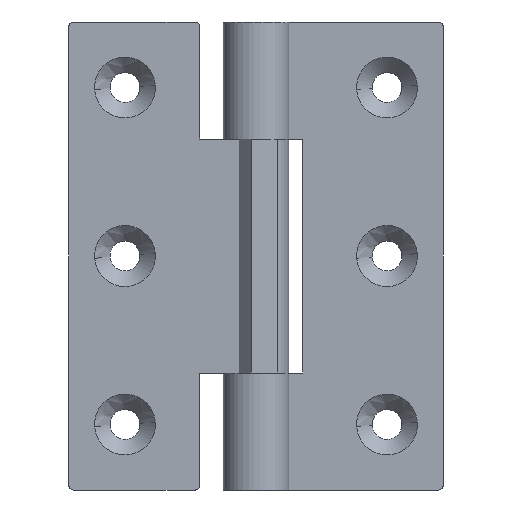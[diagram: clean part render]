
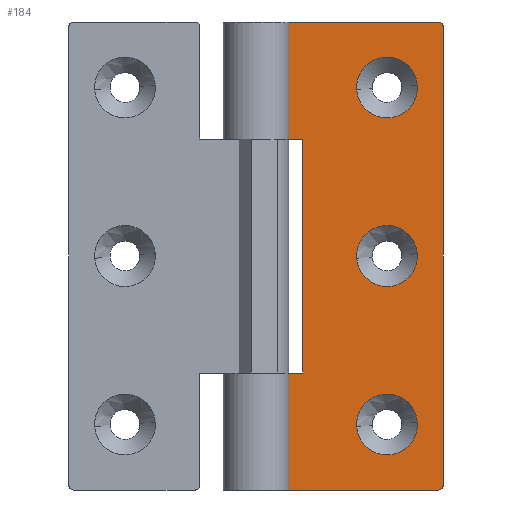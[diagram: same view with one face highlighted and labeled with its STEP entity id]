
A CAD part, front view. The second image highlights one B-rep face of the part: STEP entity #184.
In plain terms, the highlighted planar face has unit normal (0, -1, 0).
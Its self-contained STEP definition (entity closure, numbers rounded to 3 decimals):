
#184=ADVANCED_FACE('',(#571,#572,#573,#574),#570,.T.);
#570=PLANE('',#1090);
#571=FACE_OUTER_BOUND('',#1091,.T.);
#572=FACE_BOUND('',#1092,.T.);
#573=FACE_BOUND('',#1093,.T.);
#574=FACE_BOUND('',#1094,.T.);
#1087=CARTESIAN_POINT('',(-2.,1.5,55.));
#1088=DIRECTION('',(0.,-1.,0.));
#1089=DIRECTION('',(0.,0.,-1.));
#1090=AXIS2_PLACEMENT_3D('',#1087,#1088,#1089);
#1091=EDGE_LOOP('',(#1512,#1513,#1514,#1515,#1516,#1517,#1518,#1519,#1520,#1521));
#1092=EDGE_LOOP('',(#1522,#1523,#1524,#1525));
#1093=EDGE_LOOP('',(#1526,#1527,#1528,#1529));
#1094=EDGE_LOOP('',(#1530,#1531,#1532,#1533));
#1512=ORIENTED_EDGE('',*,*,#1796,.F.);
#1513=ORIENTED_EDGE('',*,*,#1797,.T.);
#1514=ORIENTED_EDGE('',*,*,#1798,.F.);
#1515=ORIENTED_EDGE('',*,*,#1799,.T.);
#1516=ORIENTED_EDGE('',*,*,#1800,.T.);
#1517=ORIENTED_EDGE('',*,*,#1801,.T.);
#1518=ORIENTED_EDGE('',*,*,#1802,.T.);
#1519=ORIENTED_EDGE('',*,*,#1803,.T.);
#1520=ORIENTED_EDGE('',*,*,#1804,.T.);
#1521=ORIENTED_EDGE('',*,*,#1805,.T.);
#1522=ORIENTED_EDGE('',*,*,#1806,.T.);
#1523=ORIENTED_EDGE('',*,*,#1807,.T.);
#1524=ORIENTED_EDGE('',*,*,#1808,.T.);
#1525=ORIENTED_EDGE('',*,*,#1809,.T.);
#1526=ORIENTED_EDGE('',*,*,#1810,.T.);
#1527=ORIENTED_EDGE('',*,*,#1811,.T.);
#1528=ORIENTED_EDGE('',*,*,#1812,.T.);
#1529=ORIENTED_EDGE('',*,*,#1813,.T.);
#1530=ORIENTED_EDGE('',*,*,#1814,.T.);
#1531=ORIENTED_EDGE('',*,*,#1815,.T.);
#1532=ORIENTED_EDGE('',*,*,#1816,.T.);
#1533=ORIENTED_EDGE('',*,*,#1817,.T.);
#1796=EDGE_CURVE('',#2698,#2699,#2700,.T.);
#1797=EDGE_CURVE('',#2698,#2706,#2707,.T.);
#1798=EDGE_CURVE('',#2713,#2706,#2714,.T.);
#1799=EDGE_CURVE('',#2713,#2720,#2721,.T.);
#1800=EDGE_CURVE('',#2720,#2727,#2728,.T.);
#1801=EDGE_CURVE('',#2727,#2734,#2735,.T.);
#1802=EDGE_CURVE('',#2734,#2741,#2742,.T.);
#1803=EDGE_CURVE('',#2741,#2748,#2749,.T.);
#1804=EDGE_CURVE('',#2748,#2755,#2756,.T.);
#1805=EDGE_CURVE('',#2755,#2699,#2762,.T.);
#1806=EDGE_CURVE('',#2768,#2769,#2770,.T.);
#1807=EDGE_CURVE('',#2769,#2776,#2777,.T.);
#1808=EDGE_CURVE('',#2776,#2783,#2784,.T.);
#1809=EDGE_CURVE('',#2783,#2768,#2790,.T.);
#1810=EDGE_CURVE('',#2796,#2797,#2798,.T.);
#1811=EDGE_CURVE('',#2797,#2804,#2805,.T.);
#1812=EDGE_CURVE('',#2804,#2811,#2812,.T.);
#1813=EDGE_CURVE('',#2811,#2796,#2818,.T.);
#1814=EDGE_CURVE('',#2824,#2825,#2826,.T.);
#1815=EDGE_CURVE('',#2825,#2832,#2833,.T.);
#1816=EDGE_CURVE('',#2832,#2839,#2840,.T.);
#1817=EDGE_CURVE('',#2839,#2824,#2846,.T.);
#2698=VERTEX_POINT('',#3688);
#2699=VERTEX_POINT('',#3689);
#2700=LINE('',#3690,#3691);
#2706=VERTEX_POINT('',#3693);
#2707=CIRCLE('',#3697,0.5);
#2713=VERTEX_POINT('',#3698);
#2714=LINE('',#3699,#3700);
#2720=VERTEX_POINT('',#3702);
#2721=CIRCLE('',#3706,0.5);
#2727=VERTEX_POINT('',#3707);
#2728=LINE('',#3708,#3709);
#2734=VERTEX_POINT('',#3711);
#2735=LINE('',#3712,#3713);
#2741=VERTEX_POINT('',#3715);
#2742=LINE('',#3716,#3717);
#2748=VERTEX_POINT('',#3719);
#2749=LINE('',#3720,#3721);
#2755=VERTEX_POINT('',#3723);
#2756=LINE('',#3724,#3725);
#2762=LINE('',#3727,#3728);
#2768=VERTEX_POINT('',#3730);
#2769=VERTEX_POINT('',#3731);
#2770=CIRCLE('',#3735,3.25);
#2776=VERTEX_POINT('',#3736);
#2777=CIRCLE('',#3740,3.25);
#2783=VERTEX_POINT('',#3741);
#2784=CIRCLE('',#3745,3.25);
#2790=CIRCLE('',#3749,3.25);
#2796=VERTEX_POINT('',#3750);
#2797=VERTEX_POINT('',#3751);
#2798=CIRCLE('',#3755,3.25);
#2804=VERTEX_POINT('',#3756);
#2805=CIRCLE('',#3760,3.25);
#2811=VERTEX_POINT('',#3761);
#2812=CIRCLE('',#3765,3.25);
#2818=CIRCLE('',#3769,3.25);
#2824=VERTEX_POINT('',#3770);
#2825=VERTEX_POINT('',#3771);
#2826=CIRCLE('',#3775,3.25);
#2832=VERTEX_POINT('',#3776);
#2833=CIRCLE('',#3780,3.25);
#2839=VERTEX_POINT('',#3781);
#2840=CIRCLE('',#3785,3.25);
#2846=CIRCLE('',#3789,3.25);
#3688=CARTESIAN_POINT('',(19.5,1.5,0.));
#3689=CARTESIAN_POINT('',(0.,1.5,0.));
#3690=CARTESIAN_POINT('',(19.5,1.5,0.));
#3691=VECTOR('',#3692,19.5);
#3692=DIRECTION('',(-1.,0.,0.));
#3693=CARTESIAN_POINT('',(20.,1.5,0.5));
#3694=CARTESIAN_POINT('',(19.5,1.5,0.5));
#3695=DIRECTION('',(0.,-1.,0.));
#3696=DIRECTION('',(0.,0.,1.));
#3697=AXIS2_PLACEMENT_3D('',#3694,#3695,#3696);
#3698=CARTESIAN_POINT('',(20.,1.5,49.5));
#3699=CARTESIAN_POINT('',(20.,1.5,49.5));
#3700=VECTOR('',#3701,49.);
#3701=DIRECTION('',(0.,0.,-1.));
#3702=CARTESIAN_POINT('',(19.5,1.5,50.));
#3703=CARTESIAN_POINT('',(19.5,1.5,49.5));
#3704=DIRECTION('',(0.,-1.,0.));
#3705=DIRECTION('',(-1.,0.,0.));
#3706=AXIS2_PLACEMENT_3D('',#3703,#3704,#3705);
#3707=CARTESIAN_POINT('',(0.,1.5,50.));
#3708=CARTESIAN_POINT('',(19.5,1.5,50.));
#3709=VECTOR('',#3710,19.5);
#3710=DIRECTION('',(-1.,0.,0.));
#3711=CARTESIAN_POINT('',(0.,1.5,37.5));
#3712=CARTESIAN_POINT('',(0.,1.5,50.));
#3713=VECTOR('',#3714,12.5);
#3714=DIRECTION('',(0.,0.,-1.));
#3715=CARTESIAN_POINT('',(5.,1.5,37.5));
#3716=CARTESIAN_POINT('',(0.,1.5,37.5));
#3717=VECTOR('',#3718,5.);
#3718=DIRECTION('',(1.,0.,0.));
#3719=CARTESIAN_POINT('',(5.,1.5,12.5));
#3720=CARTESIAN_POINT('',(5.,1.5,37.5));
#3721=VECTOR('',#3722,25.);
#3722=DIRECTION('',(0.,0.,-1.));
#3723=CARTESIAN_POINT('',(0.,1.5,12.5));
#3724=CARTESIAN_POINT('',(5.,1.5,12.5));
#3725=VECTOR('',#3726,5.);
#3726=DIRECTION('',(-1.,0.,0.));
#3727=CARTESIAN_POINT('',(0.,1.5,12.5));
#3728=VECTOR('',#3729,12.5);
#3729=DIRECTION('',(0.,0.,-1.));
#3730=CARTESIAN_POINT('',(14.,1.5,3.75));
#3731=CARTESIAN_POINT('',(10.76,1.5,6.745));
#3732=CARTESIAN_POINT('',(14.,1.5,7.));
#3733=DIRECTION('',(0.,1.,0.));
#3734=DIRECTION('',(0.,0.,1.));
#3735=AXIS2_PLACEMENT_3D('',#3732,#3733,#3734);
#3736=CARTESIAN_POINT('',(14.,1.5,10.25));
#3737=CARTESIAN_POINT('',(14.,1.5,7.));
#3738=DIRECTION('',(0.,1.,0.));
#3739=DIRECTION('',(0.997,0.,0.078));
#3740=AXIS2_PLACEMENT_3D('',#3737,#3738,#3739);
#3741=CARTESIAN_POINT('',(17.24,1.5,7.255));
#3742=CARTESIAN_POINT('',(14.,1.5,7.));
#3743=DIRECTION('',(0.,1.,0.));
#3744=DIRECTION('',(0.,0.,-1.));
#3745=AXIS2_PLACEMENT_3D('',#3742,#3743,#3744);
#3746=CARTESIAN_POINT('',(14.,1.5,7.));
#3747=DIRECTION('',(0.,1.,0.));
#3748=DIRECTION('',(-0.997,0.,-0.078));
#3749=AXIS2_PLACEMENT_3D('',#3746,#3747,#3748);
#3750=CARTESIAN_POINT('',(14.,1.5,21.75));
#3751=CARTESIAN_POINT('',(10.76,1.5,24.745));
#3752=CARTESIAN_POINT('',(14.,1.5,25.));
#3753=DIRECTION('',(0.,1.,0.));
#3754=DIRECTION('',(0.,0.,1.));
#3755=AXIS2_PLACEMENT_3D('',#3752,#3753,#3754);
#3756=CARTESIAN_POINT('',(14.,1.5,28.25));
#3757=CARTESIAN_POINT('',(14.,1.5,25.));
#3758=DIRECTION('',(0.,1.,0.));
#3759=DIRECTION('',(0.997,0.,0.078));
#3760=AXIS2_PLACEMENT_3D('',#3757,#3758,#3759);
#3761=CARTESIAN_POINT('',(17.24,1.5,25.255));
#3762=CARTESIAN_POINT('',(14.,1.5,25.));
#3763=DIRECTION('',(0.,1.,0.));
#3764=DIRECTION('',(0.,0.,-1.));
#3765=AXIS2_PLACEMENT_3D('',#3762,#3763,#3764);
#3766=CARTESIAN_POINT('',(14.,1.5,25.));
#3767=DIRECTION('',(0.,1.,0.));
#3768=DIRECTION('',(-0.997,0.,-0.078));
#3769=AXIS2_PLACEMENT_3D('',#3766,#3767,#3768);
#3770=CARTESIAN_POINT('',(14.,1.5,39.75));
#3771=CARTESIAN_POINT('',(10.76,1.5,42.745));
#3772=CARTESIAN_POINT('',(14.,1.5,43.));
#3773=DIRECTION('',(0.,1.,0.));
#3774=DIRECTION('',(0.,0.,1.));
#3775=AXIS2_PLACEMENT_3D('',#3772,#3773,#3774);
#3776=CARTESIAN_POINT('',(14.,1.5,46.25));
#3777=CARTESIAN_POINT('',(14.,1.5,43.));
#3778=DIRECTION('',(0.,1.,0.));
#3779=DIRECTION('',(0.997,0.,0.078));
#3780=AXIS2_PLACEMENT_3D('',#3777,#3778,#3779);
#3781=CARTESIAN_POINT('',(17.24,1.5,43.255));
#3782=CARTESIAN_POINT('',(14.,1.5,43.));
#3783=DIRECTION('',(0.,1.,0.));
#3784=DIRECTION('',(0.,0.,-1.));
#3785=AXIS2_PLACEMENT_3D('',#3782,#3783,#3784);
#3786=CARTESIAN_POINT('',(14.,1.5,43.));
#3787=DIRECTION('',(0.,1.,0.));
#3788=DIRECTION('',(-0.997,0.,-0.078));
#3789=AXIS2_PLACEMENT_3D('',#3786,#3787,#3788);
